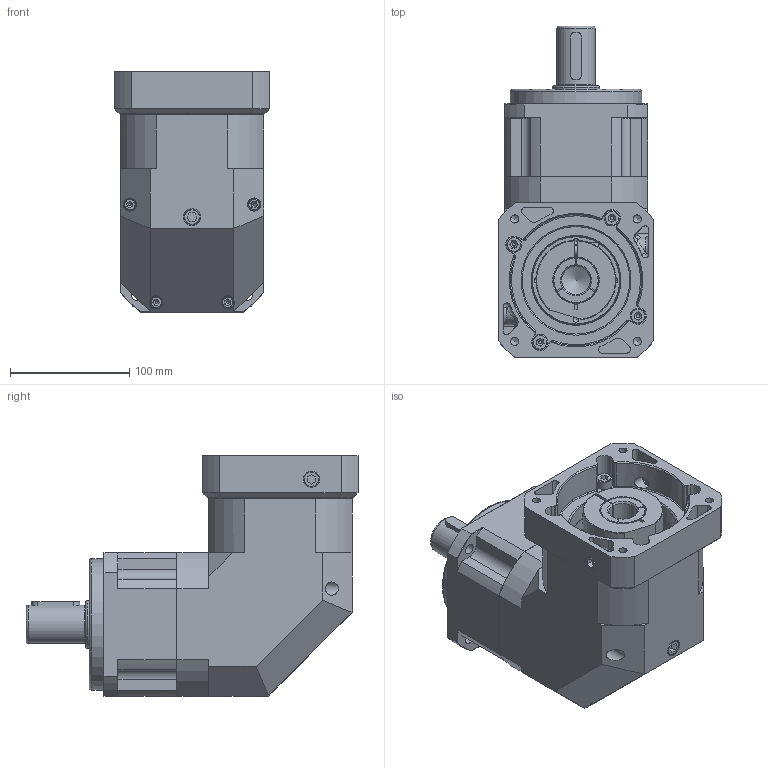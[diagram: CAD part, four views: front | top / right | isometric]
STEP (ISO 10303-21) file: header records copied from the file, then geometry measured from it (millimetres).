
FILE_DESCRIPTION((''),'2;1');
FILE_NAME('PBL120-H-1.stp','2012-06-04T15:06:29',('young'),(''),'Autodesk Inventor 2012','Autodesk Inventor 2012','');
FILE_SCHEMA(('AUTOMOTIVE_DESIGN { 1 0 10303 214 1 1 1 1 }'));
Length unit declared in the file: millimetre
Products named in the file (1): PBL120-H-1
Bounding box: 130 x 278 x 201 mm (x, y, z)
Volume: 2790553.2 mm3; surface area: 354026.9 mm2
Topology: 22 solids, 22 shells, 750 faces, 1897 edges, 1243 vertices
Faces by surface type: plane 394, cylinder 188, cone 106, bspline 34, torus 26, sphere 2
Full cylindrical faces by diameter (mm): 5 x8, 6 x4, 6.8 x12, 8 x10, 8.5 x1, 9 x5, 10 x4, 11 x4, 11.125 x2, 12 x1, 13 x8, 24.2 x1, 25 x1, 32 x1, 38.4 x1, 39.8 x2, 40 x2, 55 x3, 58 x1, 62 x2, 68 x1, 69 x1, 72 x1, 75 x2, 90 x1, 95 x1, 105 x3, 110 x1
Entity records: 29824 total; most frequent: CARTESIAN_POINT 12897, DIRECTION 3394, ORIENTED_EDGE 3348, EDGE_CURVE 1674, AXIS2_PLACEMENT_3D 1290, VERTEX_POINT 1192, EDGE_LOOP 1018, VECTOR 814
